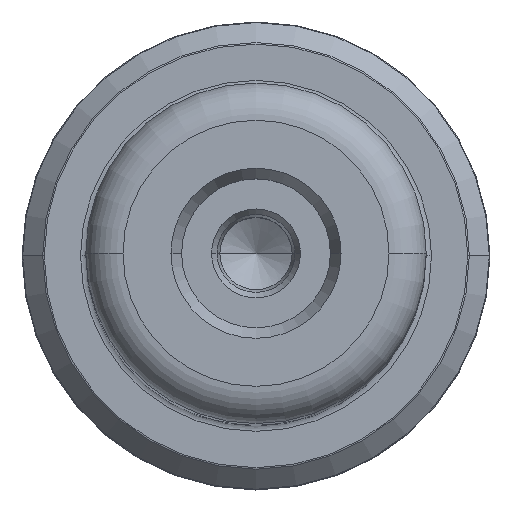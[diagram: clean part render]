
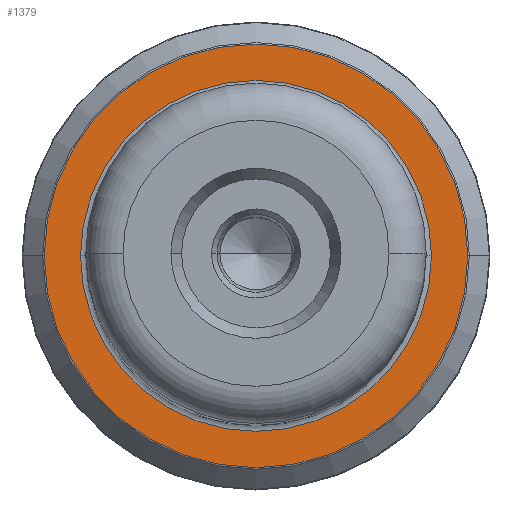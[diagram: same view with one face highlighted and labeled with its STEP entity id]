
A CAD part, top view. The second image highlights one B-rep face of the part: STEP entity #1379.
In plain terms, the highlighted planar face has unit normal (0, 0, 1).
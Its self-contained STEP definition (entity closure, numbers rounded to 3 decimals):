
#25 = PLANE ( 'NONE',  #1059 ) ;
#124 = AXIS2_PLACEMENT_3D ( 'NONE', #3091, #3716, #1561 ) ;
#429 = EDGE_CURVE ( 'NONE', #478, #1354, #907, .T. ) ;
#478 = VERTEX_POINT ( 'NONE', #2945 ) ;
#600 = AXIS2_PLACEMENT_3D ( 'NONE', #1369, #3538, #2920 ) ;
#622 = ORIENTED_EDGE ( 'NONE', *, *, #429, .T. ) ;
#660 = FACE_OUTER_BOUND ( 'NONE', #2592, .T. ) ;
#747 = EDGE_CURVE ( 'NONE', #3494, #2287, #2595, .T. ) ;
#907 = CIRCLE ( 'NONE', #3122, 19.917 ) ;
#1034 = CARTESIAN_POINT ( 'NONE',  ( 0., 0., 33. ) ) ;
#1059 = AXIS2_PLACEMENT_3D ( 'NONE', #1688, #1279, #3748 ) ;
#1086 = FACE_BOUND ( 'NONE', #3271, .T. ) ;
#1257 = CIRCLE ( 'NONE', #3655, 16.5 ) ;
#1279 = DIRECTION ( 'NONE',  ( 0., 0., 1. ) ) ;
#1354 = VERTEX_POINT ( 'NONE', #3982 ) ;
#1369 = CARTESIAN_POINT ( 'NONE',  ( 0., 0., 33. ) ) ;
#1379 = ADVANCED_FACE ( 'NONE', ( #1086, #660 ), #25, .T. ) ;
#1561 = DIRECTION ( 'NONE',  ( -1., 0., 0. ) ) ;
#1688 = CARTESIAN_POINT ( 'NONE',  ( 0., 0., 33. ) ) ;
#1864 = ORIENTED_EDGE ( 'NONE', *, *, #3813, .T. ) ;
#1895 = CIRCLE ( 'NONE', #600, 19.917 ) ;
#1976 = DIRECTION ( 'NONE',  ( 1., 0., 0. ) ) ;
#2287 = VERTEX_POINT ( 'NONE', #4009 ) ;
#2456 = CARTESIAN_POINT ( 'NONE',  ( 16.5, 0., 33. ) ) ;
#2592 = EDGE_LOOP ( 'NONE', ( #1864, #622 ) ) ;
#2595 = CIRCLE ( 'NONE', #124, 16.5 ) ;
#2920 = DIRECTION ( 'NONE',  ( 1., 0., 0. ) ) ;
#2945 = CARTESIAN_POINT ( 'NONE',  ( -19.917, 0., 33. ) ) ;
#3091 = CARTESIAN_POINT ( 'NONE',  ( 0., 0., 33. ) ) ;
#3122 = AXIS2_PLACEMENT_3D ( 'NONE', #3196, #3539, #1976 ) ;
#3196 = CARTESIAN_POINT ( 'NONE',  ( 0., 0., 33. ) ) ;
#3223 = ORIENTED_EDGE ( 'NONE', *, *, #747, .T. ) ;
#3271 = EDGE_LOOP ( 'NONE', ( #3569, #3223 ) ) ;
#3479 = DIRECTION ( 'NONE',  ( -1., 0., 0. ) ) ;
#3494 = VERTEX_POINT ( 'NONE', #2456 ) ;
#3538 = DIRECTION ( 'NONE',  ( 0., 0., 1. ) ) ;
#3539 = DIRECTION ( 'NONE',  ( 0., 0., 1. ) ) ;
#3569 = ORIENTED_EDGE ( 'NONE', *, *, #3749, .T. ) ;
#3655 = AXIS2_PLACEMENT_3D ( 'NONE', #1034, #3882, #3479 ) ;
#3716 = DIRECTION ( 'NONE',  ( 0., 0., -1. ) ) ;
#3748 = DIRECTION ( 'NONE',  ( 1., 0., 0. ) ) ;
#3749 = EDGE_CURVE ( 'NONE', #2287, #3494, #1257, .T. ) ;
#3813 = EDGE_CURVE ( 'NONE', #1354, #478, #1895, .T. ) ;
#3882 = DIRECTION ( 'NONE',  ( 0., 0., -1. ) ) ;
#3982 = CARTESIAN_POINT ( 'NONE',  ( 19.917, 0., 33. ) ) ;
#4009 = CARTESIAN_POINT ( 'NONE',  ( -16.5, 0., 33. ) ) ;
